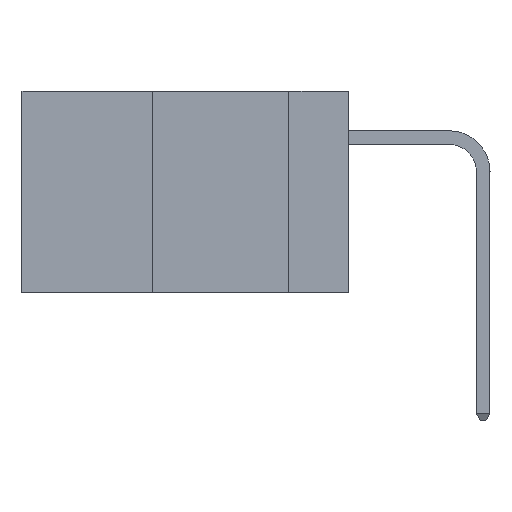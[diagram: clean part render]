
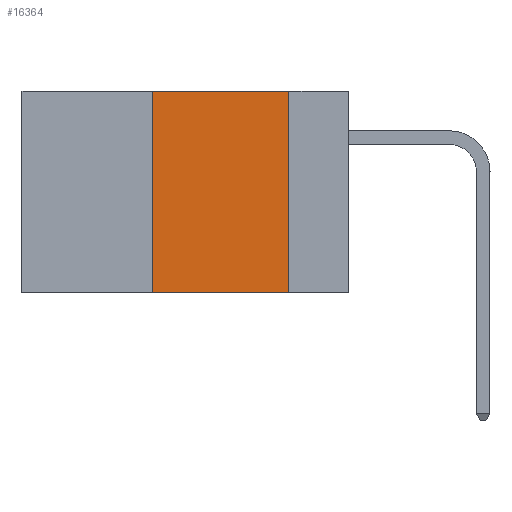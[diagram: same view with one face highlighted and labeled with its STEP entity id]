
A CAD part, left-side view. The second image highlights one B-rep face of the part: STEP entity #16364.
In plain terms, the highlighted planar face has unit normal (-1, 0, 0).
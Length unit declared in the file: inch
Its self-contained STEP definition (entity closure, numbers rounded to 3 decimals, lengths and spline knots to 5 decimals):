
#386 = VERTEX_POINT ( 'NONE', #3046 ) ;
#815 = DIRECTION ( 'NONE',  ( 0., 0., -1. ) ) ;
#1181 = DIRECTION ( 'NONE',  ( 0., -1., 0. ) ) ;
#3046 = CARTESIAN_POINT ( 'NONE',  ( 0., 0.36, 0. ) ) ;
#3358 = CARTESIAN_POINT ( 'NONE',  ( 0., 0.6, 0. ) ) ;
#5188 = CARTESIAN_POINT ( 'NONE',  ( 0., 0.11, 0. ) ) ;
#5963 = DIRECTION ( 'NONE',  ( 0., 0., 1. ) ) ;
#6153 = DIRECTION ( 'NONE',  ( 0., -1., 0. ) ) ;
#7863 = LINE ( 'NONE', #27880, #21564 ) ;
#8172 = ORIENTED_EDGE ( 'NONE', *, *, #17589, .T. ) ;
#8359 = PLANE ( 'NONE',  #32259 ) ;
#8645 = ORIENTED_EDGE ( 'NONE', *, *, #27676, .F. ) ;
#8697 = CARTESIAN_POINT ( 'NONE',  ( 0., 0.36, -0.37 ) ) ;
#9191 = VECTOR ( 'NONE', #1181, 39.37008 ) ;
#9626 = CARTESIAN_POINT ( 'NONE',  ( 0., 0.6, -0.37 ) ) ;
#10090 = LINE ( 'NONE', #3358, #23725 ) ;
#10628 = EDGE_CURVE ( 'NONE', #386, #20901, #10090, .T. ) ;
#11204 = DIRECTION ( 'NONE',  ( 0., 0., -1. ) ) ;
#14758 = ORIENTED_EDGE ( 'NONE', *, *, #10628, .F. ) ;
#15594 = LINE ( 'NONE', #9626, #9191 ) ;
#16364 = ADVANCED_FACE ( 'NONE', ( #34003 ), #8359, .F. ) ;
#17401 = EDGE_CURVE ( 'NONE', #21611, #386, #7863, .T. ) ;
#17589 = EDGE_CURVE ( 'NONE', #21611, #28095, #15594, .T. ) ;
#20118 = CARTESIAN_POINT ( 'NONE',  ( 0., 0.11, 0. ) ) ;
#20901 = VERTEX_POINT ( 'NONE', #5188 ) ;
#21564 = VECTOR ( 'NONE', #5963, 39.37008 ) ;
#21611 = VERTEX_POINT ( 'NONE', #8697 ) ;
#21860 = CARTESIAN_POINT ( 'NONE',  ( 0., 0.11, -0.37 ) ) ;
#21989 = CARTESIAN_POINT ( 'NONE',  ( 0., 0.6, 0. ) ) ;
#23725 = VECTOR ( 'NONE', #6153, 39.37008 ) ;
#26041 = LINE ( 'NONE', #20118, #32389 ) ;
#27482 = DIRECTION ( 'NONE',  ( 1., 0., 0. ) ) ;
#27676 = EDGE_CURVE ( 'NONE', #20901, #28095, #26041, .T. ) ;
#27880 = CARTESIAN_POINT ( 'NONE',  ( 0., 0.36, 0. ) ) ;
#28095 = VERTEX_POINT ( 'NONE', #21860 ) ;
#30836 = ORIENTED_EDGE ( 'NONE', *, *, #17401, .F. ) ;
#32259 = AXIS2_PLACEMENT_3D ( 'NONE', #21989, #27482, #11204 ) ;
#32389 = VECTOR ( 'NONE', #815, 39.37008 ) ;
#33890 = EDGE_LOOP ( 'NONE', ( #8645, #14758, #30836, #8172 ) ) ;
#34003 = FACE_OUTER_BOUND ( 'NONE', #33890, .T. ) ;
